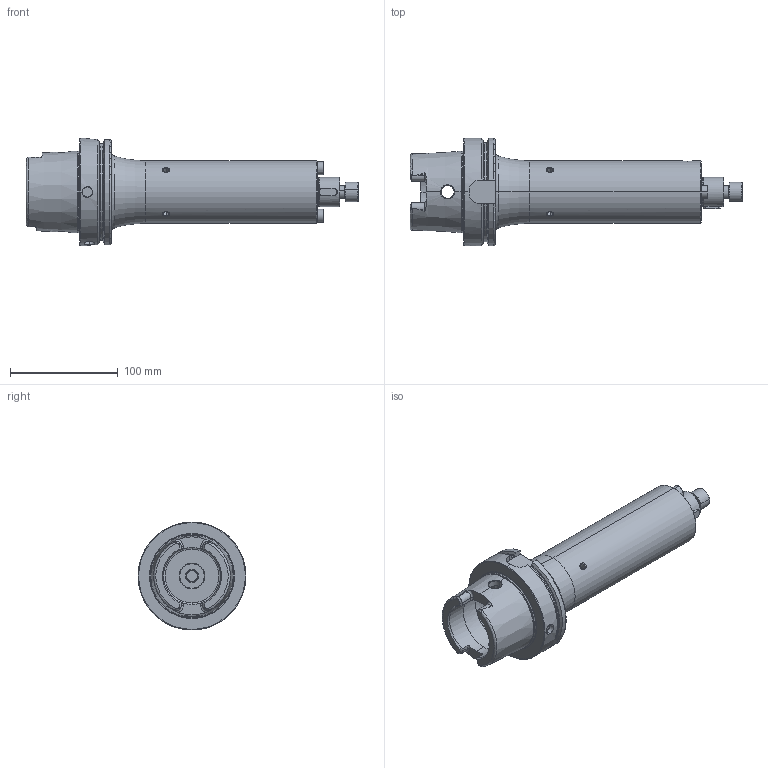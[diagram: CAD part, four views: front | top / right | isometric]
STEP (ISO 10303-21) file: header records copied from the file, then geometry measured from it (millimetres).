
FILE_DESCRIPTION (( 'STEP AP214' ), '1' );
FILE_NAME ('HA0.D27.K01.220.STEP', '2022-03-04T10:41:08', ( '' ), ( '' ), 'SwSTEP 2.0', 'SolidWorks 2017', '' );
FILE_SCHEMA (( 'AUTOMOTIVE_DESIGN' ));
Length unit declared in the file: millimetre
Products named in the file (5): D27-ER1.002.030_A; HA0-D27.K01.220_C_Fertigbearbeitung; HA0.D27.K01.220; D27-ER3.001.016_A; D27-ER2.001.021_B
Assembly tree (5 placements, depth 2):
  HA0.D27.K01.220
    HA0-D27.K01.220_C_Fertigbearbeitung
    D27-ER2.001.021_B  x2
    D27-ER1.002.030_A
    D27-ER3.001.016_A
Bounding box: 307.9 x 100 x 100 mm (x, y, z)
Volume: 760257.9 mm3; surface area: 102153.8 mm2
Topology: 5 solids, 5 shells, 372 faces, 914 edges, 547 vertices
Faces by surface type: cylinder 118, cone 93, plane 89, torus 66, bspline 4, sphere 2
Entity records: 12901 total; most frequent: CARTESIAN_POINT 3998, DIRECTION 1623, ORIENTED_EDGE 1612, EDGE_CURVE 806, AXIS2_PLACEMENT_3D 666, VERTEX_POINT 496, EDGE_LOOP 360, FACE_OUTER_BOUND 332
